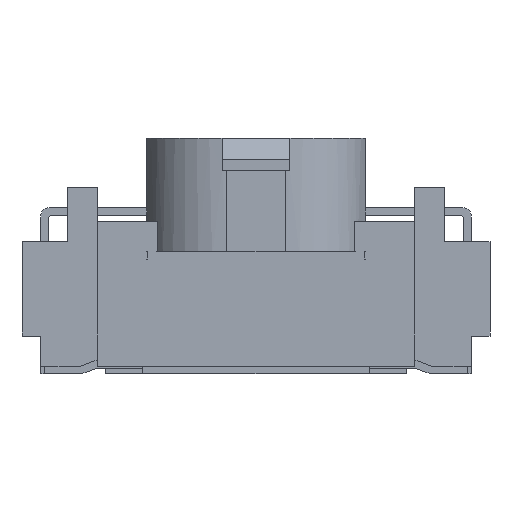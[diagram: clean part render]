
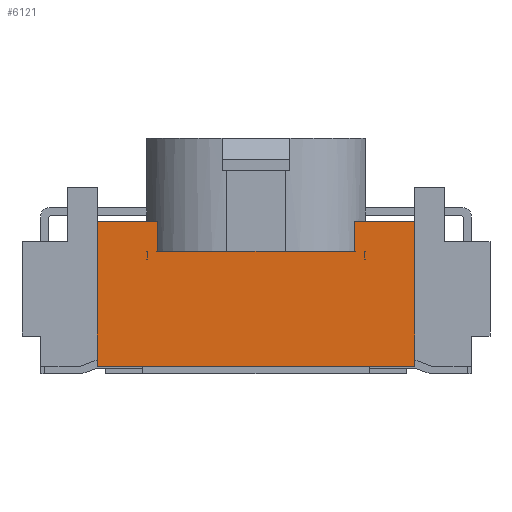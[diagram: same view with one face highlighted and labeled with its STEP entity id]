
A CAD part, front view. The second image highlights one B-rep face of the part: STEP entity #6121.
In plain terms, the highlighted planar face has unit normal (0, -1, 0).
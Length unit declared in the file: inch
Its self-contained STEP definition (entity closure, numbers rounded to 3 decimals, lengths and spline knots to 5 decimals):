
#1562=CARTESIAN_POINT('',(0.05118,-0.06693,0.06378));
#1563=VERTEX_POINT('',#1562);
#1674=CARTESIAN_POINT('',(-0.05118,-0.06693,0.06378));
#1675=VERTEX_POINT('',#1674);
#1682=CARTESIAN_POINT('',(0.05118,-0.06693,0.06378));
#1683=DIRECTION('',(-1.0,0.0,0.0));
#1684=VECTOR('',#1683,0.10236);
#1685=LINE('',#1682,#1684);
#1686=EDGE_CURVE('',#1563,#1675,#1685,.T.);
#1892=CARTESIAN_POINT('',(0.05669,-0.06693,0.06378));
#1893=VERTEX_POINT('',#1892);
#1902=CARTESIAN_POINT('',(0.05669,-0.06693,0.05984));
#1903=VERTEX_POINT('',#1902);
#1904=CARTESIAN_POINT('',(0.05669,-0.06693,0.05984));
#1905=DIRECTION('',(0.0,0.0,1.0));
#1906=VECTOR('',#1905,0.00394);
#1907=LINE('',#1904,#1906);
#1908=EDGE_CURVE('',#1903,#1893,#1907,.T.);
#1934=CARTESIAN_POINT('',(-0.05669,-0.06693,0.06378));
#1935=VERTEX_POINT('',#1934);
#1950=CARTESIAN_POINT('',(-0.05669,-0.06693,0.05984));
#1951=VERTEX_POINT('',#1950);
#1958=CARTESIAN_POINT('',(-0.05669,-0.06693,0.05984));
#1959=DIRECTION('',(0.0,0.0,1.0));
#1960=VECTOR('',#1959,0.00394);
#1961=LINE('',#1958,#1960);
#1962=EDGE_CURVE('',#1951,#1935,#1961,.T.);
#2061=CARTESIAN_POINT('',(0.05675,-0.06693,0.06378));
#2062=VERTEX_POINT('',#2061);
#2069=CARTESIAN_POINT('',(0.05669,-0.06693,0.06378));
#2070=DIRECTION('',(1.0,0.0,0.0));
#2071=VECTOR('',#2070,0.00006);
#2072=LINE('',#2069,#2071);
#2073=EDGE_CURVE('',#1893,#2062,#2072,.T.);
#2115=CARTESIAN_POINT('',(-0.05675,-0.06693,0.06378));
#2116=VERTEX_POINT('',#2115);
#2117=CARTESIAN_POINT('',(-0.05675,-0.06693,0.06378));
#2118=DIRECTION('',(1.0,0.0,0.0));
#2119=VECTOR('',#2118,0.00006);
#2120=LINE('',#2117,#2119);
#2121=EDGE_CURVE('',#2116,#1935,#2120,.T.);
#2270=CARTESIAN_POINT('',(0.05675,-0.06693,0.05984));
#2271=VERTEX_POINT('',#2270);
#2272=CARTESIAN_POINT('',(0.05675,-0.06693,0.05984));
#2273=DIRECTION('',(-1.0,0.0,0.0));
#2274=VECTOR('',#2273,0.00006);
#2275=LINE('',#2272,#2274);
#2276=EDGE_CURVE('',#2271,#1903,#2275,.T.);
#2309=CARTESIAN_POINT('',(-0.05675,-0.06693,0.05984));
#2310=VERTEX_POINT('',#2309);
#2317=CARTESIAN_POINT('',(-0.05669,-0.06693,0.05984));
#2318=DIRECTION('',(-1.0,0.0,0.0));
#2319=VECTOR('',#2318,0.00006);
#2320=LINE('',#2317,#2319);
#2321=EDGE_CURVE('',#1951,#2310,#2320,.T.);
#3644=CARTESIAN_POINT('',(0.08268,-0.06693,0.00394));
#3645=VERTEX_POINT('',#3644);
#3652=CARTESIAN_POINT('',(-0.08268,-0.06693,0.00394));
#3653=VERTEX_POINT('',#3652);
#3654=CARTESIAN_POINT('',(-0.08268,-0.06693,0.00394));
#3655=DIRECTION('',(1.0,0.0,0.0));
#3656=VECTOR('',#3655,0.16535);
#3657=LINE('',#3654,#3656);
#3658=EDGE_CURVE('',#3653,#3645,#3657,.T.);
#3973=CARTESIAN_POINT('',(0.08268,-0.06693,0.07953));
#3974=VERTEX_POINT('',#3973);
#3981=CARTESIAN_POINT('',(0.08268,-0.06693,0.00394));
#3982=DIRECTION('',(0.0,0.0,1.0));
#3983=VECTOR('',#3982,0.07559);
#3984=LINE('',#3981,#3983);
#3985=EDGE_CURVE('',#3645,#3974,#3984,.T.);
#5954=CARTESIAN_POINT('',(0.05675,-0.06693,0.06378));
#5955=DIRECTION('',(0.0,0.0,-1.0));
#5956=VECTOR('',#5955,0.00394);
#5957=LINE('',#5954,#5956);
#5958=EDGE_CURVE('',#2062,#2271,#5957,.T.);
#5971=CARTESIAN_POINT('',(-0.05675,-0.06693,0.05984));
#5972=DIRECTION('',(0.0,0.0,1.0));
#5973=VECTOR('',#5972,0.00394);
#5974=LINE('',#5971,#5973);
#5975=EDGE_CURVE('',#2310,#2116,#5974,.T.);
#6011=CARTESIAN_POINT('',(0.05118,-0.06693,0.07953));
#6012=VERTEX_POINT('',#6011);
#6013=CARTESIAN_POINT('',(0.05118,-0.06693,0.06378));
#6014=DIRECTION('',(0.0,0.0,1.0));
#6015=VECTOR('',#6014,0.01575);
#6016=LINE('',#6013,#6015);
#6017=EDGE_CURVE('',#1563,#6012,#6016,.T.);
#6046=CARTESIAN_POINT('',(-0.08268,-0.06693,0.07953));
#6047=VERTEX_POINT('',#6046);
#6048=CARTESIAN_POINT('',(-0.08268,-0.06693,0.00394));
#6049=DIRECTION('',(0.0,0.0,1.0));
#6050=VECTOR('',#6049,0.07559);
#6051=LINE('',#6048,#6050);
#6052=EDGE_CURVE('',#3653,#6047,#6051,.T.);
#6077=CARTESIAN_POINT('',(-0.09094,-0.06693,0.08331));
#6078=DIRECTION('',(0.0,-1.0,0.0));
#6079=DIRECTION('',(0.0,0.0,-1.0));
#6080=AXIS2_PLACEMENT_3D('',#6077,#6078,#6079);
#6081=PLANE('',#6080);
#6082=ORIENTED_EDGE('',*,*,#1686,.T.);
#6083=CARTESIAN_POINT('',(-0.05118,-0.06693,0.07953));
#6084=VERTEX_POINT('',#6083);
#6085=CARTESIAN_POINT('',(-0.05118,-0.06693,0.06378));
#6086=DIRECTION('',(0.0,0.0,1.0));
#6087=VECTOR('',#6086,0.01575);
#6088=LINE('',#6085,#6087);
#6089=EDGE_CURVE('',#1675,#6084,#6088,.T.);
#6090=ORIENTED_EDGE('',*,*,#6089,.T.);
#6091=CARTESIAN_POINT('',(-0.05118,-0.06693,0.07953));
#6092=DIRECTION('',(-1.0,0.0,0.0));
#6093=VECTOR('',#6092,0.0315);
#6094=LINE('',#6091,#6093);
#6095=EDGE_CURVE('',#6084,#6047,#6094,.T.);
#6096=ORIENTED_EDGE('',*,*,#6095,.T.);
#6097=ORIENTED_EDGE('',*,*,#6052,.F.);
#6098=ORIENTED_EDGE('',*,*,#3658,.T.);
#6099=ORIENTED_EDGE('',*,*,#3985,.T.);
#6100=CARTESIAN_POINT('',(0.08268,-0.06693,0.07953));
#6101=DIRECTION('',(-1.0,0.0,0.0));
#6102=VECTOR('',#6101,0.0315);
#6103=LINE('',#6100,#6102);
#6104=EDGE_CURVE('',#3974,#6012,#6103,.T.);
#6105=ORIENTED_EDGE('',*,*,#6104,.T.);
#6106=ORIENTED_EDGE('',*,*,#6017,.F.);
#6107=EDGE_LOOP('',(#6082,#6090,#6096,#6097,#6098,#6099,#6105,#6106));
#6108=FACE_OUTER_BOUND('',#6107,.T.);
#6109=ORIENTED_EDGE('',*,*,#2073,.T.);
#6110=ORIENTED_EDGE('',*,*,#5958,.T.);
#6111=ORIENTED_EDGE('',*,*,#2276,.T.);
#6112=ORIENTED_EDGE('',*,*,#1908,.T.);
#6113=EDGE_LOOP('',(#6109,#6110,#6111,#6112));
#6114=FACE_BOUND('',#6113,.T.);
#6115=ORIENTED_EDGE('',*,*,#1962,.F.);
#6116=ORIENTED_EDGE('',*,*,#2321,.T.);
#6117=ORIENTED_EDGE('',*,*,#5975,.T.);
#6118=ORIENTED_EDGE('',*,*,#2121,.T.);
#6119=EDGE_LOOP('',(#6115,#6116,#6117,#6118));
#6120=FACE_BOUND('',#6119,.T.);
#6121=ADVANCED_FACE('',(#6108,#6114,#6120),#6081,.T.);
